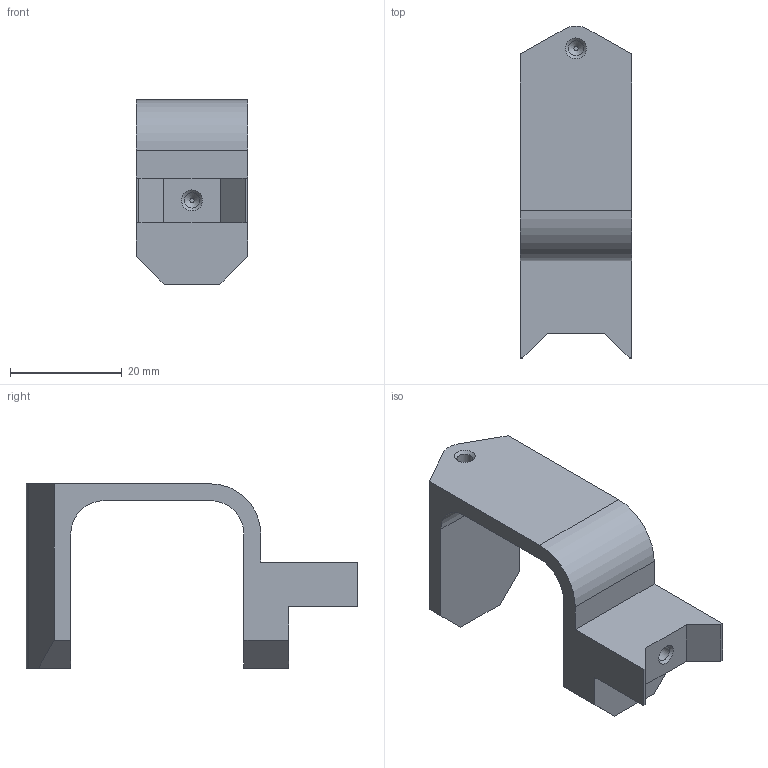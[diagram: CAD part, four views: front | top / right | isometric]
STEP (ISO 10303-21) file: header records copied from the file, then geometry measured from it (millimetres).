
FILE_DESCRIPTION(('FreeCAD Model'),'2;1');
FILE_NAME('battery-bracket-ng.step','2017-05-11T10:00:56',('Author'),(''), 'Open CASCADE STEP processor 7.1','FreeCAD','Unknown');
FILE_SCHEMA(('AUTOMOTIVE_DESIGN_CC2 { 1 2 10303 214 -1 1 5 4 }'));
Length unit declared in the file: millimetre
Products named in the file (1): Chamfer002
Bounding box: 20 x 59.4 x 33 mm (x, y, z)
Volume: 10394.1 mm3; surface area: 5792.6 mm2
Topology: 1 solids, 1 shells, 43 faces, 103 edges, 66 vertices
Faces by surface type: plane 27, cylinder 8, cone 8
Full cylindrical faces by diameter (mm): 2.74 x4
Entity records: 2589 total; most frequent: CARTESIAN_POINT 463, DIRECTION 397, LINE 249, VECTOR 249, ORIENTED_EDGE 206, PCURVE 206, DEFINITIONAL_REPRESENTATION 206, EDGE_CURVE 103
